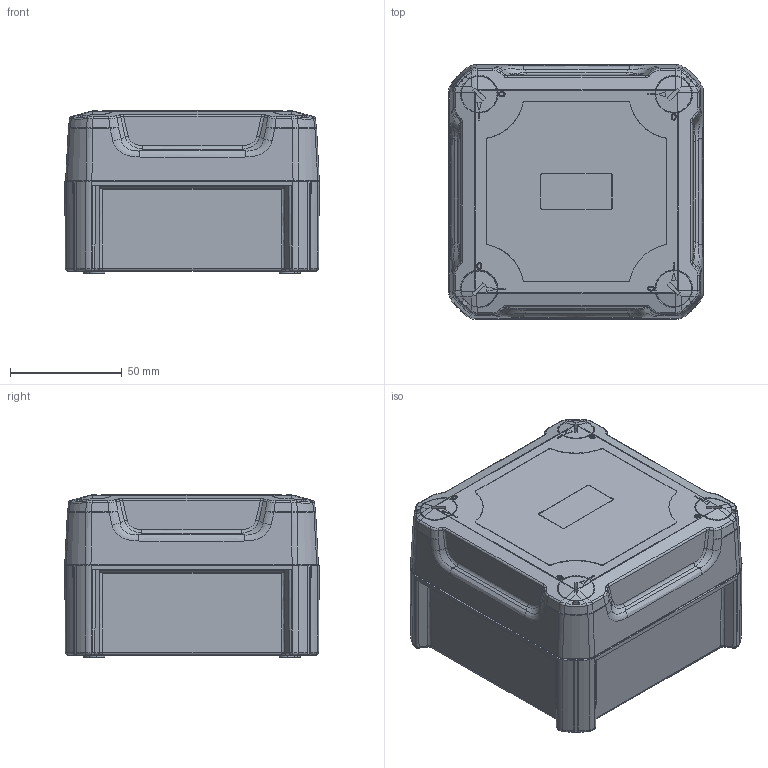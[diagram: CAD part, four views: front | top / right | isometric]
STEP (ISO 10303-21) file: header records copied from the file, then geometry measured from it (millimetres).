
FILE_DESCRIPTION(/* description */ (''),/* implementation_level */ '2;1');
FILE_NAME(/* name */ '2007770',/* time_stamp */ '2016-02-03T12:00:07+01:00',/* author */ (''),/* organization */ (''),/* preprocessor_version */ 'ST-DEVELOPER v15',/* originating_system */ '',/* authorisation */ '');
FILE_SCHEMA (('CONFIG_CONTROL_DESIGN'));
Products named in the file (2): Document; 2007770
Assembly tree (1 placements, depth 2):
  Document
    2007770
Bounding box: 114 x 114 x 72.97 mm (x, y, z)
Volume: 189843.3 mm3; surface area: 130543.4 mm2
Topology: 5 solids, 9 shells, 1724 faces, 4416 edges, 2711 vertices
Faces by surface type: bspline 1326, plane 398
Entity records: 145927 total; most frequent: CARTESIAN_POINT 121423, ORIENTED_EDGE 8784, EDGE_CURVE 4412, VERTEX_POINT 2711, EDGE_LOOP 1769, B_SPLINE_CURVE_WITH_KNOTS 1744, ADVANCED_FACE 1724, FACE_OUTER_BOUND 1724
